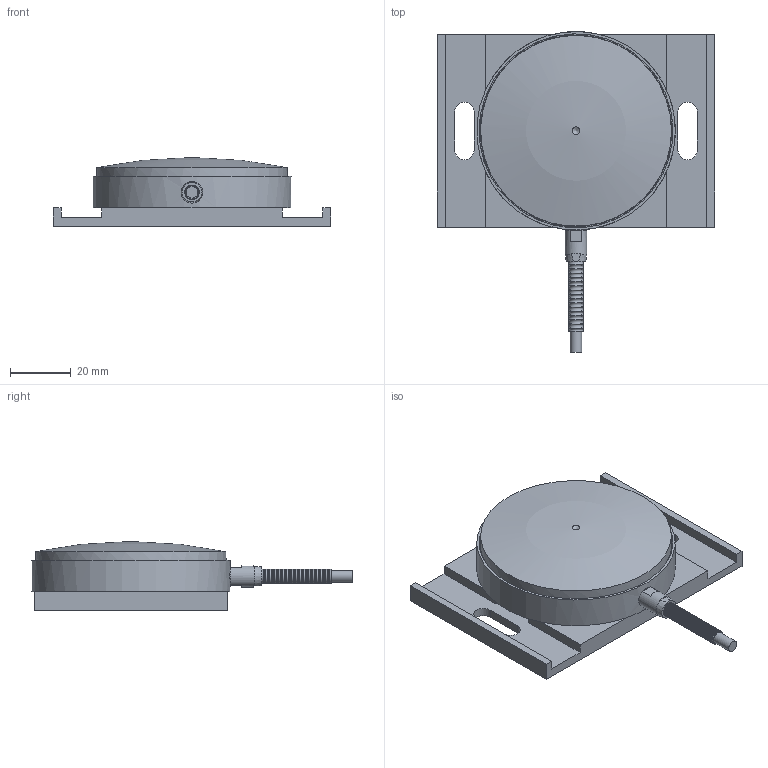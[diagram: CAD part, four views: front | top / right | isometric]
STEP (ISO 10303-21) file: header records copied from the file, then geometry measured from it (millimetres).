
FILE_DESCRIPTION((''),'2;1');
FILE_NAME('LAU220.stp','2010-11-29T09:38:11',('thomasl'),(''),'Autodesk Inventor 2008','Autodesk Inventor 2008','');
FILE_SCHEMA(('AUTOMOTIVE_DESIGN { 1 0 10303 214 1 1 1 1 }'));
Length unit declared in the file: inch
Products named in the file (5): LAU220 (LevelofDetail1); $F3902 (~1); 12C6F; 12C6FA; 12C6FB
Assembly tree (4 placements, depth 3):
  LAU220 (LevelofDetail1)
    $F3902 (~1)
      12C6F
      12C6FA
      12C6FB
Bounding box: 91.44 x 105.84 x 22.6 mm (x, y, z)
Volume: 70464.7 mm3; surface area: 34091.4 mm2
Topology: 3 solids, 3 shells, 222 faces, 494 edges, 302 vertices
Faces by surface type: plane 100, bspline 60, cylinder 39, cone 20, torus 2, sphere 1
Full cylindrical faces by diameter (mm): 2.896 x1, 3.048 x1, 3.302 x1, 3.505 x4, 3.81 x8, 3.835 x1, 4.801 x1, 4.851 x2, 5.334 x1, 5.588 x1, 5.791 x1, 6.528 x1, 7.061 x1, 17.78 x1, 18.796 x1, 51.054 x1, 52.07 x1, 53.086 x1, 62.992 x2, 63.246 x1, 64.008 x1, 65.532 x1
Entity records: 10079 total; most frequent: CARTESIAN_POINT 5739, DIRECTION 854, ORIENTED_EDGE 720, EDGE_LOOP 370, EDGE_CURVE 360, AXIS2_PLACEMENT_3D 338, VERTEX_POINT 284, FACE_OUTER_BOUND 221
